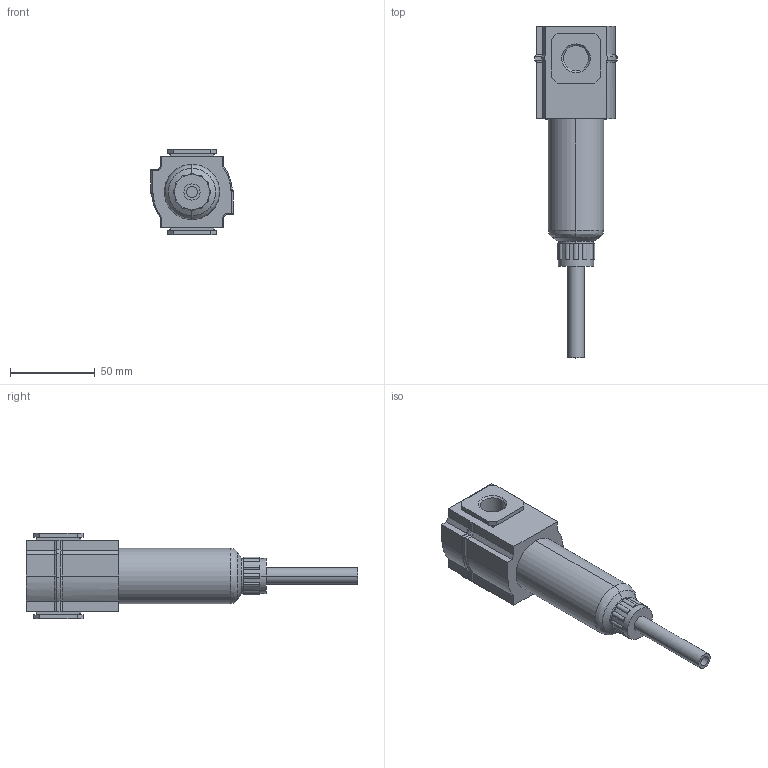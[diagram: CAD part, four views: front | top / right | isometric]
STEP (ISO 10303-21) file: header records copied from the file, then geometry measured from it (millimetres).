
FILE_DESCRIPTION (( 'STEP AP214' ), '1' );
FILE_NAME ('Norgren-F72G-3AN-ST1.STEP', '2020-12-08T13:50:35', ( '' ), ( '' ), 'SwSTEP 2.0', 'SolidWorks 2020', '' );
FILE_SCHEMA (( 'AUTOMOTIVE_DESIGN' ));
Length unit declared in the file: millimetre
Products named in the file (4): F72_ss_41_3-8; F72_ss_08; F72_ss_04; Norgren-F72G-3AN-ST1
Assembly tree (3 placements, depth 2):
  Norgren-F72G-3AN-ST1
    F72_ss_41_3-8
    F72_ss_08
    F72_ss_04
Bounding box: 48.4 x 195.3 x 50.25 mm (x, y, z)
Volume: 163900.7 mm3; surface area: 28617 mm2
Topology: 3 solids, 3 shells, 167 faces, 418 edges, 263 vertices
Faces by surface type: plane 94, cylinder 49, bspline 20, cone 4
Entity records: 6583 total; most frequent: CARTESIAN_POINT 1421, ORIENTED_EDGE 836, DIRECTION 779, EDGE_CURVE 418, LINE 265, VECTOR 265, VERTEX_POINT 263, AXIS2_PLACEMENT_3D 257
